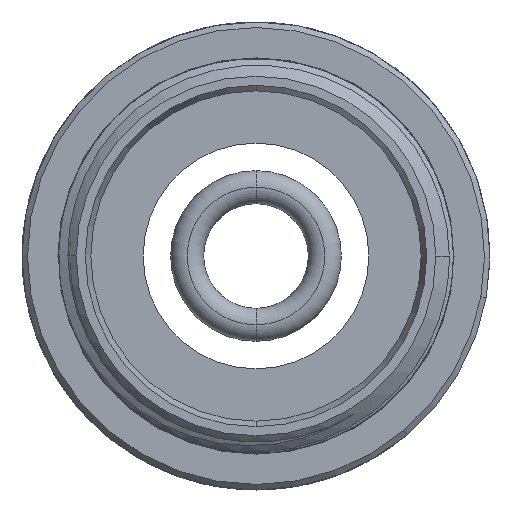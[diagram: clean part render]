
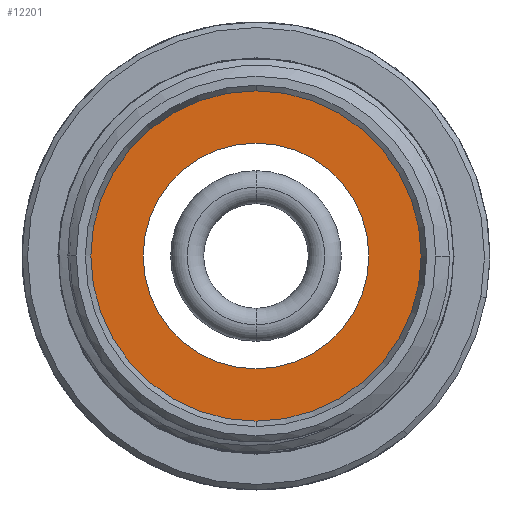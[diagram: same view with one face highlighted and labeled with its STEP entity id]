
A CAD part, front view. The second image highlights one B-rep face of the part: STEP entity #12201.
In plain terms, the highlighted planar face has unit normal (0, -1, 0).
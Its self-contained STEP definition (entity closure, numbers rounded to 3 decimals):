
#1967=CARTESIAN_POINT('',(0.,30.332,0.));
#1968=DIRECTION('',(0.,-1.,0.));
#1969=DIRECTION('',(-1.,0.,0.));
#1970=AXIS2_PLACEMENT_3D('',#1967,#1968,#1969);
#1972=CARTESIAN_POINT('',(0.,30.332,0.));
#1973=DIRECTION('',(0.,-1.,0.));
#1974=DIRECTION('',(1.,0.,0.));
#1975=AXIS2_PLACEMENT_3D('',#1972,#1973,#1974);
#1977=CARTESIAN_POINT('',(0.,30.332,0.));
#1978=DIRECTION('',(0.,1.,0.));
#1979=DIRECTION('',(0.,0.,-1.));
#1980=AXIS2_PLACEMENT_3D('',#1977,#1978,#1979);
#1982=CARTESIAN_POINT('',(0.,30.332,0.));
#1983=DIRECTION('',(0.,-1.,0.));
#1984=DIRECTION('',(0.,0.,-1.));
#1985=AXIS2_PLACEMENT_3D('',#1982,#1983,#1984);
#9365=CARTESIAN_POINT('',(0.,30.332,-10.25));
#9367=VERTEX_POINT('',#9365);
#9369=CARTESIAN_POINT('',(0.,30.332,10.25));
#9371=VERTEX_POINT('',#9369);
#9376=CARTESIAN_POINT('',(-15.,30.332,0.));
#9377=CARTESIAN_POINT('',(15.,30.332,0.));
#9378=VERTEX_POINT('',#9376);
#9379=VERTEX_POINT('',#9377);
#12186=CARTESIAN_POINT('',(0.,30.332,0.));
#12187=DIRECTION('',(0.,1.,0.));
#12188=DIRECTION('',(0.,0.,-1.));
#12189=AXIS2_PLACEMENT_3D('',#12186,#12187,#12188);
#12190=PLANE('',#12189);
#12192=ORIENTED_EDGE('',*,*,#12191,.F.);
#12194=ORIENTED_EDGE('',*,*,#12193,.F.);
#12195=EDGE_LOOP('',(#12192,#12194));
#12196=FACE_OUTER_BOUND('',#12195,.F.);
#12197=ORIENTED_EDGE('',*,*,#12179,.F.);
#12198=ORIENTED_EDGE('',*,*,#12168,.T.);
#12199=EDGE_LOOP('',(#12197,#12198));
#12200=FACE_BOUND('',#12199,.F.);
#12201=ADVANCED_FACE('',(#12196,#12200),#12190,.F.);
#1971=CIRCLE('',#1970,15.);
#1976=CIRCLE('',#1975,15.);
#1981=CIRCLE('',#1980,10.25);
#1986=CIRCLE('',#1985,10.25);
#12168=EDGE_CURVE('',#9367,#9371,#1986,.T.);
#12179=EDGE_CURVE('',#9367,#9371,#1981,.T.);
#12191=EDGE_CURVE('',#9378,#9379,#1971,.T.);
#12193=EDGE_CURVE('',#9379,#9378,#1976,.T.);
